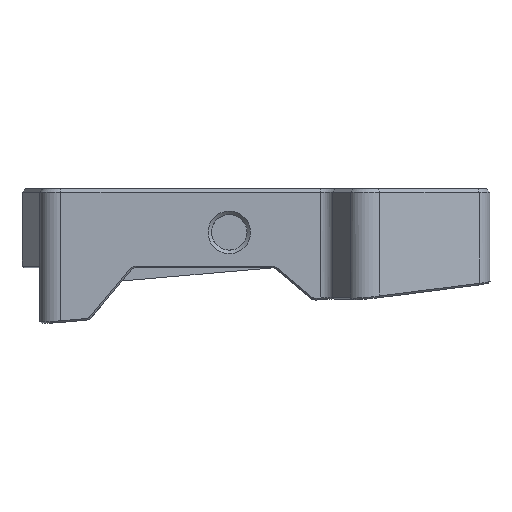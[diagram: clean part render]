
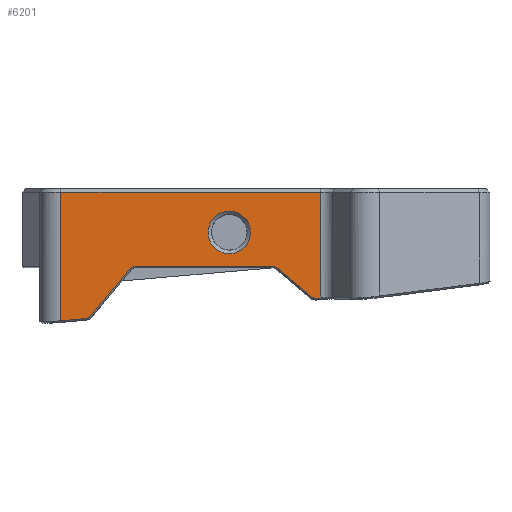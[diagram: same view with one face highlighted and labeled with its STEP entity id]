
A CAD part, left-side view. The second image highlights one B-rep face of the part: STEP entity #6201.
In plain terms, the highlighted planar face has unit normal (-1, 0, 0).
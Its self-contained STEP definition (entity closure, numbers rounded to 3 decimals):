
#113=ELLIPSE('',#6601,1.303,1.128);
#114=ELLIPSE('',#6604,1.303,1.128);
#140=FACE_BOUND('',#682,.T.);
#267=B_SPLINE_CURVE_WITH_KNOTS('',3,(#9104,#9105,#9106,#9107,#9108,#9109),
 .UNSPECIFIED.,.F.,.F.,(4,2,4),(-0.116,-0.058,
0.),.UNSPECIFIED.);
#268=B_SPLINE_CURVE_WITH_KNOTS('',3,(#9125,#9126,#9127,#9128,#9129,#9130),
 .UNSPECIFIED.,.F.,.F.,(4,2,4),(-0.116,-0.058,
0.),.UNSPECIFIED.);
#269=B_SPLINE_CURVE_WITH_KNOTS('',3,(#9135,#9136,#9137,#9138,#9139,#9140),
 .UNSPECIFIED.,.F.,.F.,(4,2,4),(-0.004,-0.002,
0.),.UNSPECIFIED.);
#314=FACE_OUTER_BOUND('',#681,.T.);
#681=EDGE_LOOP('',(#4182,#4183,#4184,#4185,#4186,#4187,#4188,#4189,#4190,
#4191,#4192,#4193,#4194,#4195,#4196,#4197,#4198));
#682=EDGE_LOOP('',(#4199));
#1085=CIRCLE('',#6602,2.5);
#1086=CIRCLE('',#6603,2.5);
#1087=CIRCLE('',#6605,6.);
#1322=LINE('',#9079,#1969);
#1324=LINE('',#9096,#1971);
#1325=LINE('',#9098,#1972);
#1326=LINE('',#9100,#1973);
#1327=LINE('',#9111,#1974);
#1328=LINE('',#9113,#1975);
#1329=LINE('',#9117,#1976);
#1330=LINE('',#9121,#1977);
#1331=LINE('',#9123,#1978);
#1332=LINE('',#9134,#1979);
#1969=VECTOR('',#7234,10.);
#1971=VECTOR('',#7240,10.);
#1972=VECTOR('',#7241,10.);
#1973=VECTOR('',#7242,10.);
#1974=VECTOR('',#7245,10.);
#1975=VECTOR('',#7246,10.);
#1976=VECTOR('',#7249,10.);
#1977=VECTOR('',#7252,10.);
#1978=VECTOR('',#7253,10.);
#1979=VECTOR('',#7256,10.);
#2632=VERTEX_POINT('',#9077);
#2633=VERTEX_POINT('',#9078);
#2636=VERTEX_POINT('',#9095);
#2637=VERTEX_POINT('',#9097);
#2638=VERTEX_POINT('',#9099);
#2639=VERTEX_POINT('',#9101);
#2640=VERTEX_POINT('',#9103);
#2641=VERTEX_POINT('',#9110);
#2642=VERTEX_POINT('',#9112);
#2643=VERTEX_POINT('',#9114);
#2644=VERTEX_POINT('',#9116);
#2645=VERTEX_POINT('',#9118);
#2646=VERTEX_POINT('',#9120);
#2647=VERTEX_POINT('',#9122);
#2648=VERTEX_POINT('',#9124);
#2649=VERTEX_POINT('',#9131);
#2650=VERTEX_POINT('',#9133);
#2651=VERTEX_POINT('',#9141);
#3226=EDGE_CURVE('',#2632,#2633,#1322,.T.);
#3230=EDGE_CURVE('',#2636,#2632,#1324,.T.);
#3231=EDGE_CURVE('',#2637,#2636,#1325,.T.);
#3232=EDGE_CURVE('',#2638,#2637,#1326,.T.);
#3233=EDGE_CURVE('',#2639,#2638,#113,.T.);
#3234=EDGE_CURVE('',#2640,#2639,#267,.T.);
#3235=EDGE_CURVE('',#2641,#2640,#1327,.T.);
#3236=EDGE_CURVE('',#2642,#2641,#1328,.T.);
#3237=EDGE_CURVE('',#2643,#2642,#1085,.T.);
#3238=EDGE_CURVE('',#2644,#2643,#1329,.T.);
#3239=EDGE_CURVE('',#2645,#2644,#1086,.T.);
#3240=EDGE_CURVE('',#2646,#2645,#1330,.T.);
#3241=EDGE_CURVE('',#2647,#2646,#1331,.T.);
#3242=EDGE_CURVE('',#2648,#2647,#268,.T.);
#3243=EDGE_CURVE('',#2649,#2648,#114,.T.);
#3244=EDGE_CURVE('',#2650,#2649,#1332,.T.);
#3245=EDGE_CURVE('',#2633,#2650,#269,.T.);
#3246=EDGE_CURVE('',#2651,#2651,#1087,.T.);
#4182=ORIENTED_EDGE('',*,*,#3226,.F.);
#4183=ORIENTED_EDGE('',*,*,#3230,.F.);
#4184=ORIENTED_EDGE('',*,*,#3231,.F.);
#4185=ORIENTED_EDGE('',*,*,#3232,.F.);
#4186=ORIENTED_EDGE('',*,*,#3233,.F.);
#4187=ORIENTED_EDGE('',*,*,#3234,.F.);
#4188=ORIENTED_EDGE('',*,*,#3235,.F.);
#4189=ORIENTED_EDGE('',*,*,#3236,.F.);
#4190=ORIENTED_EDGE('',*,*,#3237,.F.);
#4191=ORIENTED_EDGE('',*,*,#3238,.F.);
#4192=ORIENTED_EDGE('',*,*,#3239,.F.);
#4193=ORIENTED_EDGE('',*,*,#3240,.F.);
#4194=ORIENTED_EDGE('',*,*,#3241,.F.);
#4195=ORIENTED_EDGE('',*,*,#3242,.F.);
#4196=ORIENTED_EDGE('',*,*,#3243,.F.);
#4197=ORIENTED_EDGE('',*,*,#3244,.F.);
#4198=ORIENTED_EDGE('',*,*,#3245,.F.);
#4199=ORIENTED_EDGE('',*,*,#3246,.T.);
#6029=PLANE('',#6600);
#6201=ADVANCED_FACE('',(#314,#140),#6029,.T.);
#6600=AXIS2_PLACEMENT_3D('',#9094,#7238,#7239);
#6601=AXIS2_PLACEMENT_3D('',#9102,#7243,#7244);
#6602=AXIS2_PLACEMENT_3D('',#9115,#7247,#7248);
#6603=AXIS2_PLACEMENT_3D('',#9119,#7250,#7251);
#6604=AXIS2_PLACEMENT_3D('',#9132,#7254,#7255);
#6605=AXIS2_PLACEMENT_3D('',#9142,#7257,#7258);
#7234=DIRECTION('',(0.,0.,-1.));
#7238=DIRECTION('center_axis',(-1.,0.,0.));
#7239=DIRECTION('ref_axis',(0.,-1.,0.));
#7240=DIRECTION('',(0.,-1.,0.));
#7241=DIRECTION('',(0.,0.,1.));
#7242=DIRECTION('',(0.,0.996,-0.087));
#7243=DIRECTION('center_axis',(1.,0.,0.));
#7244=DIRECTION('ref_axis',(0.,0.993,-0.115));
#7245=DIRECTION('',(0.,0.643,-0.766));
#7246=DIRECTION('',(0.,0.643,-0.766));
#7247=DIRECTION('center_axis',(-1.,0.,0.));
#7248=DIRECTION('ref_axis',(0.,0.423,0.906));
#7249=DIRECTION('',(0.,1.,0.));
#7250=DIRECTION('center_axis',(-1.,0.,0.));
#7251=DIRECTION('ref_axis',(0.,-0.342,0.94));
#7252=DIRECTION('',(0.,0.766,0.643));
#7253=DIRECTION('',(0.,0.766,0.643));
#7254=DIRECTION('center_axis',(1.,0.,0.));
#7255=DIRECTION('ref_axis',(0.,0.998,-0.059));
#7256=DIRECTION('',(0.,0.996,-0.087));
#7257=DIRECTION('center_axis',(1.,0.,0.));
#7258=DIRECTION('ref_axis',(0.,1.,0.));
#9077=CARTESIAN_POINT('',(6.76,-79.175,9.3));
#9078=CARTESIAN_POINT('',(6.76,-79.175,-20.514));
#9079=CARTESIAN_POINT('',(6.76,-79.175,1.5));
#9094=CARTESIAN_POINT('Origin',(6.76,-0.021,1.5));
#9095=CARTESIAN_POINT('',(6.76,-6.021,9.3));
#9096=CARTESIAN_POINT('',(6.76,-31.016,9.3));
#9097=CARTESIAN_POINT('',(6.76,-6.021,-26.93));
#9098=CARTESIAN_POINT('',(6.76,-6.021,1.5));
#9099=CARTESIAN_POINT('',(6.76,-13.116,-26.308));
#9100=CARTESIAN_POINT('',(6.76,-32.46,-24.611));
#9101=CARTESIAN_POINT('',(6.76,-13.143,-26.305));
#9102=CARTESIAN_POINT('Origin',(6.76,-13.028,-25.183));
#9103=CARTESIAN_POINT('',(6.76,-14.144,-25.772));
#9104=CARTESIAN_POINT('Ctrl Pts',(6.76,-14.144,-25.772));
#9105=CARTESIAN_POINT('Ctrl Pts',(6.76,-14.019,-25.92));
#9106=CARTESIAN_POINT('Ctrl Pts',(6.76,-13.865,-26.043));
#9107=CARTESIAN_POINT('Ctrl Pts',(6.76,-13.523,-26.226));
#9108=CARTESIAN_POINT('Ctrl Pts',(6.76,-13.335,-26.285));
#9109=CARTESIAN_POINT('Ctrl Pts',(6.76,-13.143,-26.305));
#9110=CARTESIAN_POINT('',(6.76,-14.175,-25.734));
#9111=CARTESIAN_POINT('',(6.76,-14.175,-25.734));
#9112=CARTESIAN_POINT('',(6.76,-25.365,-12.393));
#9113=CARTESIAN_POINT('',(6.76,-17.673,-21.564));
#9114=CARTESIAN_POINT('',(6.76,-27.28,-11.5));
#9115=CARTESIAN_POINT('Origin',(6.76,-27.28,-14.));
#9116=CARTESIAN_POINT('',(6.76,-65.498,-11.5));
#9117=CARTESIAN_POINT('',(6.76,-13.184,-11.5));
#9118=CARTESIAN_POINT('',(6.76,-67.104,-12.085));
#9119=CARTESIAN_POINT('Origin',(6.76,-65.498,-14.));
#9120=CARTESIAN_POINT('',(6.76,-76.827,-20.239));
#9121=CARTESIAN_POINT('',(6.76,-43.791,7.469));
#9122=CARTESIAN_POINT('',(6.76,-76.864,-20.271));
#9123=CARTESIAN_POINT('',(6.76,-76.864,-20.271));
#9124=CARTESIAN_POINT('',(6.76,-77.943,-20.622));
#9125=CARTESIAN_POINT('Ctrl Pts',(6.76,-77.943,-20.622));
#9126=CARTESIAN_POINT('Ctrl Pts',(6.76,-77.75,-20.635));
#9127=CARTESIAN_POINT('Ctrl Pts',(6.76,-77.555,-20.61));
#9128=CARTESIAN_POINT('Ctrl Pts',(6.76,-77.186,-20.49));
#9129=CARTESIAN_POINT('Ctrl Pts',(6.76,-77.013,-20.395));
#9130=CARTESIAN_POINT('Ctrl Pts',(6.76,-76.864,-20.271));
#9131=CARTESIAN_POINT('',(6.76,-77.969,-20.62));
#9132=CARTESIAN_POINT('Origin',(6.76,-77.86,-19.497));
#9133=CARTESIAN_POINT('',(6.76,-79.132,-20.518));
#9134=CARTESIAN_POINT('',(6.76,-32.46,-24.611));
#9135=CARTESIAN_POINT('Ctrl Pts',(6.76,-79.175,-20.514));
#9136=CARTESIAN_POINT('Ctrl Pts',(6.76,-79.168,-20.515));
#9137=CARTESIAN_POINT('Ctrl Pts',(6.76,-79.161,-20.515));
#9138=CARTESIAN_POINT('Ctrl Pts',(6.76,-79.146,-20.517));
#9139=CARTESIAN_POINT('Ctrl Pts',(6.76,-79.139,-20.517));
#9140=CARTESIAN_POINT('Ctrl Pts',(6.76,-79.132,-20.518));
#9141=CARTESIAN_POINT('',(6.76,-59.521,-2.003));
#9142=CARTESIAN_POINT('Origin',(6.76,-53.521,-2.003));
